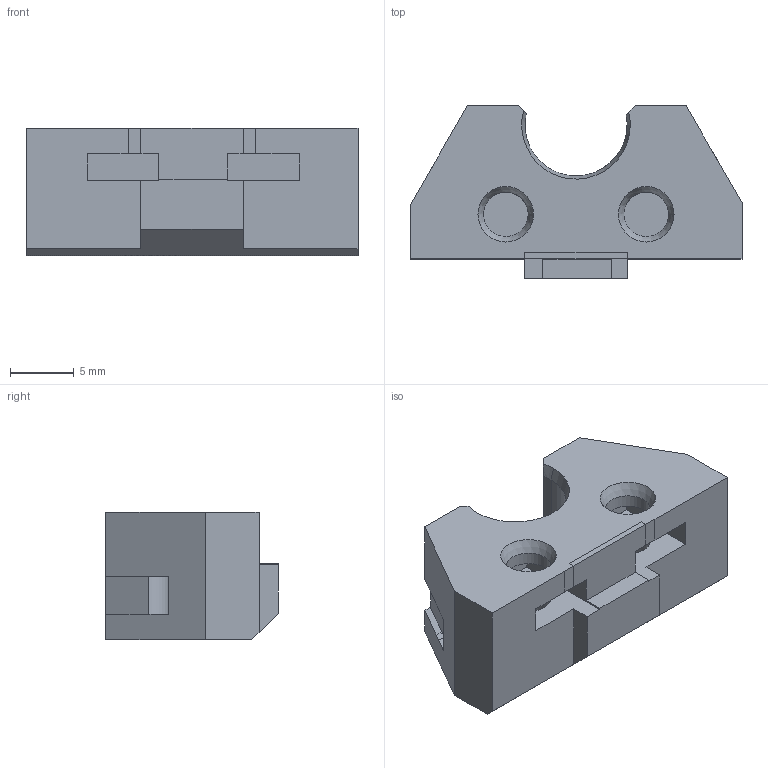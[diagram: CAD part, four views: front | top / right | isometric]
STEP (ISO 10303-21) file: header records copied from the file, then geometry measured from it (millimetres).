
FILE_DESCRIPTION(('FreeCAD Model'),'2;1');
FILE_NAME('y-holder-front.step', '2017-12-05T20:58:55',(''),(''),'Open CASCADE STEP processor 6.8', 'FreeCAD','Unknown');
FILE_SCHEMA(('AUTOMOTIVE_DESIGN_CC2 { 1 2 10303 214 -1 1 5 4 }'));
Length unit declared in the file: millimetre
Products named in the file (1): difference002
Bounding box: 26 x 13.5 x 10 mm (x, y, z)
Volume: 2012.5 mm3; surface area: 1746.5 mm2
Topology: 1 solids, 1 shells, 84 faces, 230 edges, 145 vertices
Faces by surface type: plane 66, cylinder 10, cone 8
Full cylindrical faces by diameter (mm): 3.5 x4
Entity records: 5585 total; most frequent: CARTESIAN_POINT 1271, DIRECTION 710, ORIENTED_EDGE 460, PCURVE 460, DEFINITIONAL_REPRESENTATION 460, LINE 423, VECTOR 423, EDGE_CURVE 230
